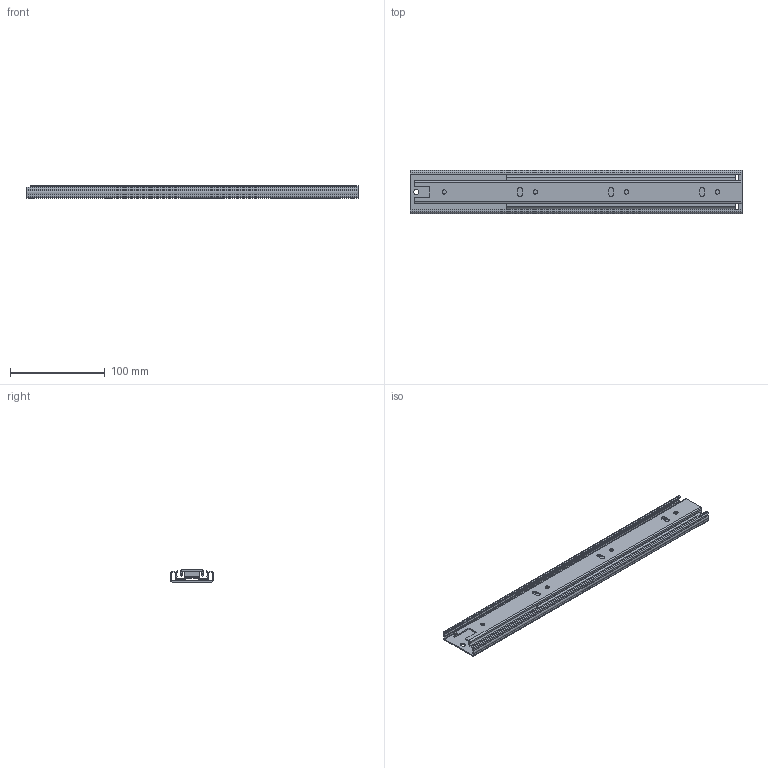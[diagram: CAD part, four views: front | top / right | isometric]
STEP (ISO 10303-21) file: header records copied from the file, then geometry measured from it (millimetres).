
FILE_DESCRIPTION (( 'STEP AP214' ), '1' );
FILE_NAME ('F000809-CLOSED_3D.step', '2022-06-06T12:52:24', ( '' ), ( '' ), 'SwSTEP 2.0', 'SolidWorks 2020', '' );
FILE_SCHEMA (( 'AUTOMOTIVE_DESIGN' ));
Length unit declared in the file: millimetre
Products named in the file (4): F000809-CLOSED_3D; NB58,NB51-STREDNI-350; NB58-VNITRNI-350; NB58-VNEJSI-350
Assembly tree (3 placements, depth 2):
  F000809-CLOSED_3D
    NB58-VNEJSI-350
    NB58-VNITRNI-350
    NB58,NB51-STREDNI-350
Bounding box: 350 x 45.7 x 12.7 mm (x, y, z)
Volume: 60372.4 mm3; surface area: 98473.2 mm2
Topology: 3 solids, 3 shells, 222 faces, 648 edges, 432 vertices
Faces by surface type: plane 102, bspline 64, cylinder 56
Entity records: 7930 total; most frequent: CARTESIAN_POINT 2140, ORIENTED_EDGE 1296, DIRECTION 960, EDGE_CURVE 648, VERTEX_POINT 432, LINE 408, VECTOR 408, AXIS2_PLACEMENT_3D 276
